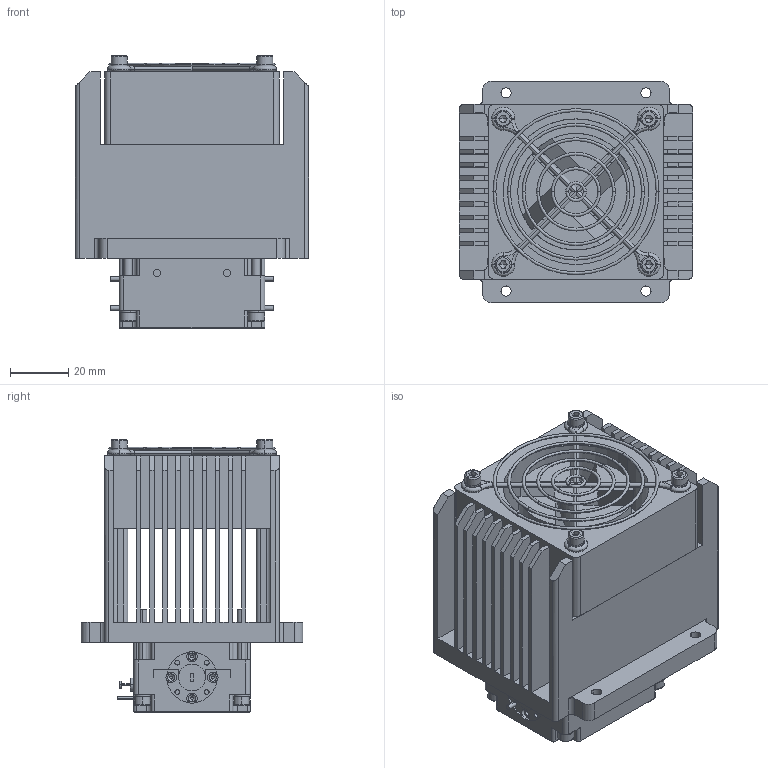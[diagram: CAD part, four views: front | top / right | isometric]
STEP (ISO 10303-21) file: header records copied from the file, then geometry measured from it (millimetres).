
FILE_DESCRIPTION (( 'STEP AP214' ), '1' );
FILE_NAME ('BP-HW-H1.STEP', '2025-02-27T01:13:44', ( '' ), ( '' ), 'SwSTEP 2.0', 'SolidWorks 2021', '' );
FILE_SCHEMA (( 'AUTOMOTIVE_DESIGN' ));
Length unit declared in the file: inch
Products named in the file (1): BP-HW-H1
Bounding box: 80 x 76 x 93.6 mm (x, y, z)
Volume: 207205.4 mm3; surface area: 126640.2 mm2
Topology: 39 solids, 41 shells, 1353 faces, 3370 edges, 2136 vertices
Faces by surface type: plane 664, cylinder 477, cone 108, torus 104
Entity records: 57698 total; most frequent: DIRECTION 7318, CARTESIAN_POINT 7072, ORIENTED_EDGE 6660, EDGE_CURVE 3330, AXIS2_PLACEMENT_3D 2710, VERTEX_POINT 2136, LINE 1898, VECTOR 1898
